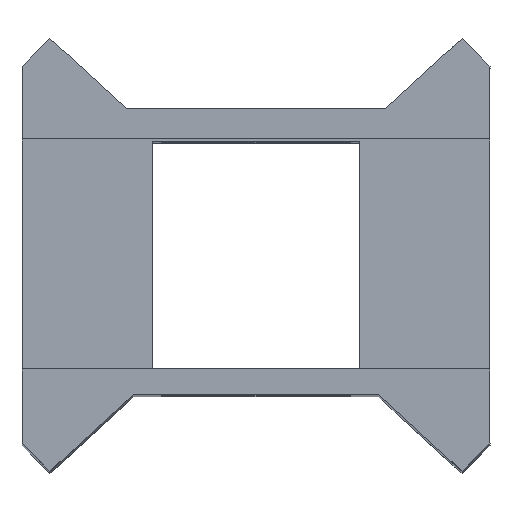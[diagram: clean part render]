
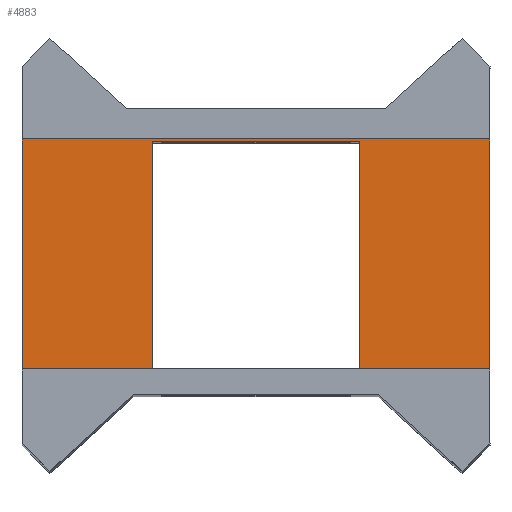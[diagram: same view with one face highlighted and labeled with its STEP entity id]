
A CAD part, top view. The second image highlights one B-rep face of the part: STEP entity #4883.
In plain terms, the highlighted planar face has unit normal (0, 0, 1).
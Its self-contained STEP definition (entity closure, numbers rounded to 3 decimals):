
#293=FACE_OUTER_BOUND('',#617,.T.);
#617=EDGE_LOOP('',(#4028,#4029,#4030,#4031,#4032,#4033,#4034,#4035,#4036,
#4037));
#1112=LINE('',#7539,#1753);
#1115=LINE('',#7543,#1756);
#1165=LINE('',#7657,#1806);
#1192=LINE('',#7711,#1833);
#1225=LINE('',#7773,#1866);
#1263=LINE('',#7864,#1904);
#1266=LINE('',#7869,#1907);
#1267=LINE('',#7871,#1908);
#1268=LINE('',#7881,#1909);
#1269=LINE('',#7882,#1910);
#1753=VECTOR('',#5905,10.);
#1756=VECTOR('',#5908,10.);
#1806=VECTOR('',#5978,10.);
#1833=VECTOR('',#6007,10.);
#1866=VECTOR('',#6042,10.);
#1904=VECTOR('',#6118,10.);
#1907=VECTOR('',#6123,10.);
#1908=VECTOR('',#6126,10.);
#1909=VECTOR('',#6137,10.);
#1910=VECTOR('',#6138,10.);
#2173=VERTEX_POINT('',#6868);
#2174=VERTEX_POINT('',#6872);
#2344=VERTEX_POINT('',#7536);
#2345=VERTEX_POINT('',#7538);
#2346=VERTEX_POINT('',#7542);
#2389=VERTEX_POINT('',#7655);
#2415=VERTEX_POINT('',#7709);
#2464=VERTEX_POINT('',#7861);
#2465=VERTEX_POINT('',#7863);
#2466=VERTEX_POINT('',#7867);
#2884=EDGE_CURVE('',#2344,#2345,#1112,.T.);
#2887=EDGE_CURVE('',#2174,#2346,#1115,.T.);
#2944=EDGE_CURVE('',#2389,#2344,#1165,.T.);
#2971=EDGE_CURVE('',#2415,#2389,#1192,.T.);
#3004=EDGE_CURVE('',#2346,#2415,#1225,.T.);
#3046=EDGE_CURVE('',#2464,#2465,#1263,.T.);
#3049=EDGE_CURVE('',#2173,#2466,#1266,.T.);
#3050=EDGE_CURVE('',#2466,#2465,#1267,.T.);
#3055=EDGE_CURVE('',#2173,#2174,#1268,.T.);
#3056=EDGE_CURVE('',#2345,#2464,#1269,.T.);
#4028=ORIENTED_EDGE('',*,*,#2944,.F.);
#4029=ORIENTED_EDGE('',*,*,#2971,.F.);
#4030=ORIENTED_EDGE('',*,*,#3004,.F.);
#4031=ORIENTED_EDGE('',*,*,#2887,.F.);
#4032=ORIENTED_EDGE('',*,*,#3055,.F.);
#4033=ORIENTED_EDGE('',*,*,#3049,.T.);
#4034=ORIENTED_EDGE('',*,*,#3050,.T.);
#4035=ORIENTED_EDGE('',*,*,#3046,.F.);
#4036=ORIENTED_EDGE('',*,*,#3056,.F.);
#4037=ORIENTED_EDGE('',*,*,#2884,.F.);
#4658=PLANE('',#5173);
#4883=ADVANCED_FACE('',(#293),#4658,.F.);
#5173=AXIS2_PLACEMENT_3D('',#7880,#6135,#6136);
#5905=DIRECTION('',(-1.,0.,0.));
#5908=DIRECTION('',(-1.,0.,0.));
#5978=DIRECTION('',(0.,-1.,0.));
#6007=DIRECTION('',(-1.,0.,0.));
#6042=DIRECTION('',(0.,1.,0.));
#6118=DIRECTION('',(0.,1.,0.));
#6123=DIRECTION('',(0.,1.,0.));
#6126=DIRECTION('',(-1.,0.,0.));
#6135=DIRECTION('center_axis',(0.,0.,-1.));
#6136=DIRECTION('ref_axis',(-1.,0.,0.));
#6137=DIRECTION('',(0.,-1.,0.));
#6138=DIRECTION('',(0.,1.,0.));
#6868=CARTESIAN_POINT('',(49.308,25.183,204.035));
#6872=CARTESIAN_POINT('',(49.308,2.958,204.035));
#7536=CARTESIAN_POINT('',(16.351,2.958,204.035));
#7538=CARTESIAN_POINT('',(3.651,2.958,204.035));
#7539=CARTESIAN_POINT('',(26.48,2.958,204.035));
#7542=CARTESIAN_POINT('',(36.608,2.958,204.035));
#7543=CARTESIAN_POINT('',(26.48,2.958,204.035));
#7655=CARTESIAN_POINT('',(16.351,25.183,204.035));
#7657=CARTESIAN_POINT('',(16.351,19.626,204.035));
#7709=CARTESIAN_POINT('',(36.608,25.183,204.035));
#7711=CARTESIAN_POINT('',(49.308,25.183,204.035));
#7773=CARTESIAN_POINT('',(36.608,14.07,204.035));
#7861=CARTESIAN_POINT('',(3.651,25.183,204.035));
#7863=CARTESIAN_POINT('',(3.651,25.437,204.035));
#7864=CARTESIAN_POINT('',(3.651,25.183,204.035));
#7867=CARTESIAN_POINT('',(49.308,25.437,204.035));
#7869=CARTESIAN_POINT('',(49.308,25.183,204.035));
#7871=CARTESIAN_POINT('',(3.651,25.437,204.035));
#7880=CARTESIAN_POINT('Origin',(49.308,25.183,204.035));
#7881=CARTESIAN_POINT('',(49.308,25.183,204.035));
#7882=CARTESIAN_POINT('',(3.651,25.183,204.035));
